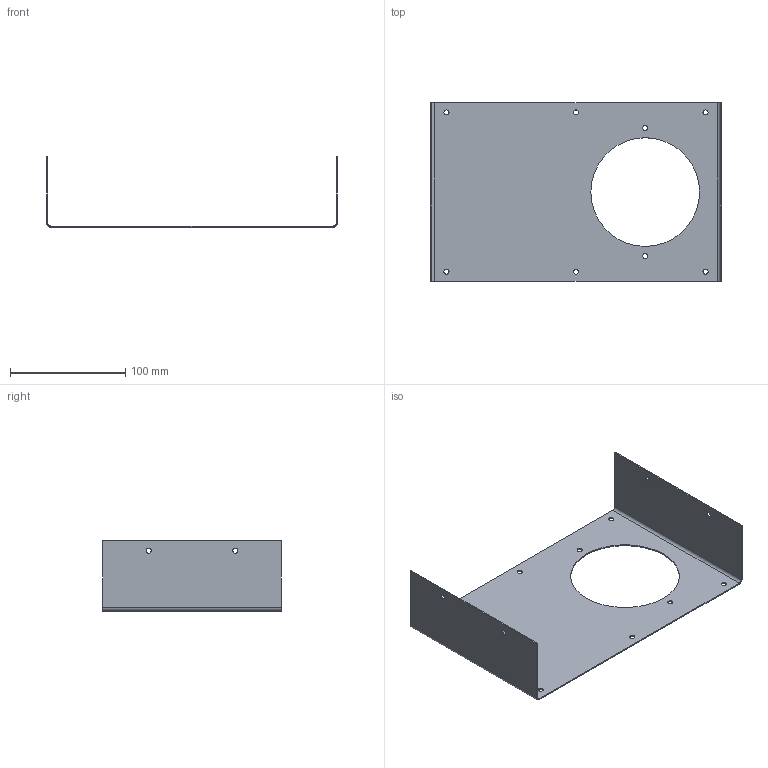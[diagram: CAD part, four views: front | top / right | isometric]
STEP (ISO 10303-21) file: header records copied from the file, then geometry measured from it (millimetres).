
FILE_DESCRIPTION(/* description */ ('Unknown'),/* implementation_level */ '2;1');
FILE_NAME(/* name */ 'tapa_v6',/* time_stamp */ '2020-06-24T02:37:44-04:00',/* author */ ('Unknown'),/* organization */ ('Unknown'),/* preprocessor_version */ 'ST-DEVELOPER v16.7',/* originating_system */ 'DEX',/* authorisation */ $);
FILE_SCHEMA (('CONFIG_CONTROL_DESIGN','AP203_CONFIGURATION_CONTROLLED_3D_DESIGN_OF_MECHANICAL_PARTS_AND_ASSEMBLIES_MIM_LF { 1 0 10303 203 3 1 4 }','AUTOMOTIVE_DESIGN {1 0 10303 214 3 1 1}'));
Length unit declared in the file: millimetre
Products named in the file (1): tapa_v6
Bounding box: 252 x 155 x 61 mm (x, y, z)
Volume: 50109 mm3; surface area: 101728.7 mm2
Topology: 1 solids, 1 shells, 27 faces, 86 edges, 61 vertices
Faces by surface type: cylinder 17, plane 10
Full cylindrical faces by diameter (mm): 4.4 x12, 94.2 x1
Entity records: 900 total; most frequent: DIRECTION 152, CARTESIAN_POINT 140, ORIENTED_EDGE 124, EDGE_LOOP 66, FACE_BOUND 66, EDGE_CURVE 62, AXIS2_PLACEMENT_3D 62, VERTEX_POINT 50
